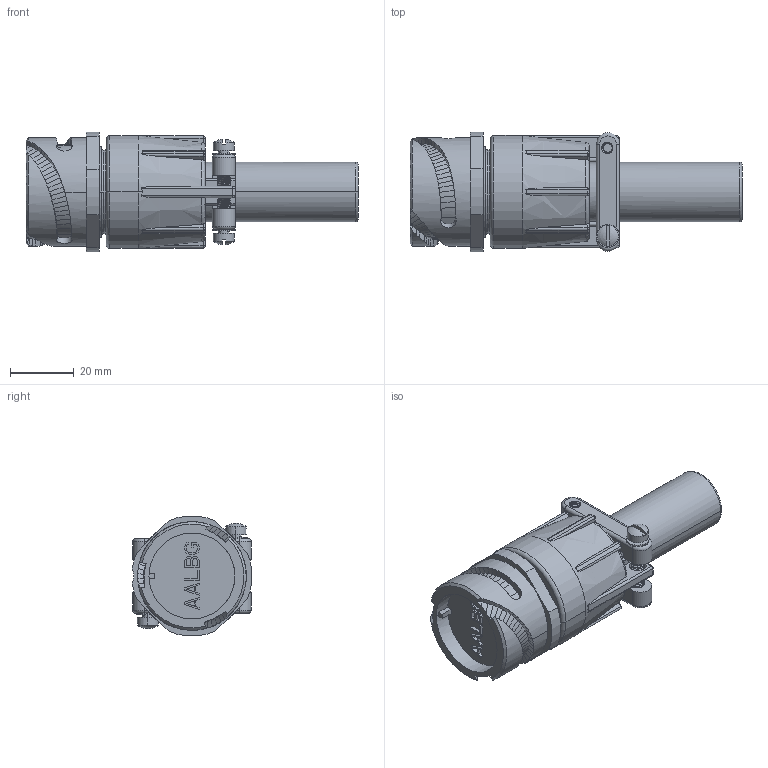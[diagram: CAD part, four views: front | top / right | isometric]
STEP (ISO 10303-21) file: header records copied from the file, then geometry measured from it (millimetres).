
FILE_DESCRIPTION((''),'2;1');
FILE_NAME('VG95234F-20_SW0001','2023-03-20T16:58:06',('paultorloting'),('NET AG system integration'),'CREO PARAMETRIC BY PTC INC, 2021404','CREO PARAMETRIC BY PTC INC, 2021404','');
FILE_SCHEMA(('AUTOMOTIVE_DESIGN { 1 0 10303 214 1 1 1 1 }'));
Products named in the file (1): VG95234F-20_SW0001
Bounding box: 104.44 x 37.65 x 37.68 mm (x, y, z)
Volume: 56696.6 mm3; surface area: 18489.7 mm2
Topology: 1 solids, 1 shells, 988 faces, 2600 edges, 1645 vertices
Faces by surface type: plane 401, bspline 263, cylinder 231, cone 48, torus 29, sphere 16
Entity records: 56007 total; most frequent: CARTESIAN_POINT 28313, ORIENTED_EDGE 5200, DIRECTION 3598, EDGE_CURVE 2600, VERTEX_POINT 1645, VECTOR 1393, LINE 1393, AXIS2_PLACEMENT_3D 1101
